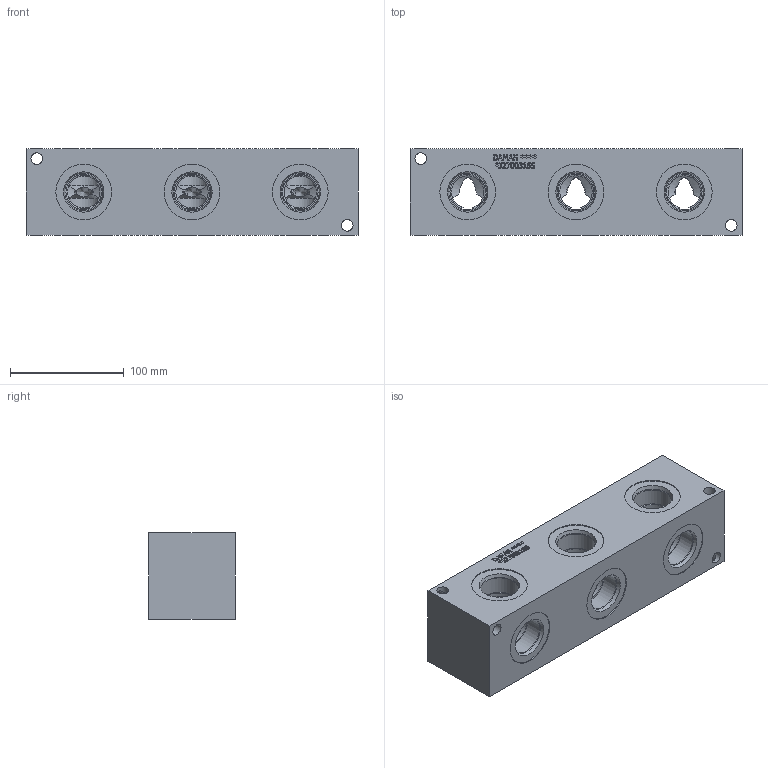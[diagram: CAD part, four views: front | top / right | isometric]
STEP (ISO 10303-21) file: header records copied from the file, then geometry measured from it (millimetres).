
FILE_DESCRIPTION(/* description */ (''),/* implementation_level */ '2;1');
FILE_NAME(/* name */ '_J2700316S.stp',/* time_stamp */ '2022-09-01T07:55:44-04:00',/* author */ ('bobbyh'),/* organization */ (''),/* preprocessor_version */ 'ST-DEVELOPER v18',/* originating_system */ 'Autodesk Inventor 2020',/* authorisation */ '');
FILE_SCHEMA (('AUTOMOTIVE_DESIGN { 1 0 10303 214 3 1 1 }'));
Length unit declared in the file: millimetre
Products named in the file (1): Part_+J2700316S_3D
Bounding box: 292.1 x 76.2 x 76.2 mm (x, y, z)
Volume: 1424180.9 mm3; surface area: 132255.3 mm2
Topology: 1 solids, 1 shells, 470 faces, 1258 edges, 823 vertices
Faces by surface type: plane 234, bspline 103, cone 69, cylinder 64
Full cylindrical faces by diameter (mm): 10.312 x8, 31.267 x9, 33.34 x1, 33.35 x8, 33.757 x9, 35.509 x8, 49.124 x9
Entity records: 15726 total; most frequent: CARTESIAN_POINT 4142, ORIENTED_EDGE 2510, DIRECTION 2007, EDGE_CURVE 1255, VERTEX_POINT 823, LINE 751, VECTOR 751, AXIS2_PLACEMENT_3D 628
